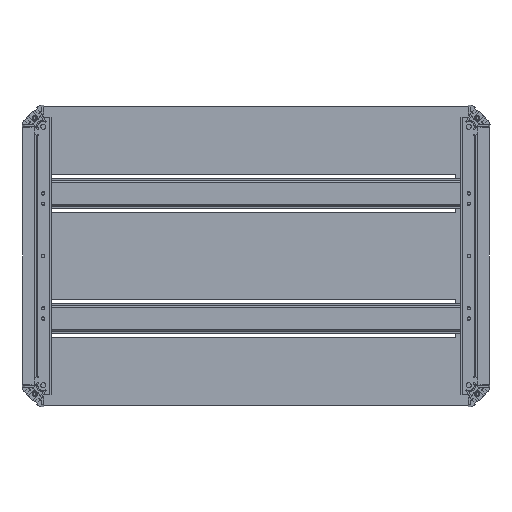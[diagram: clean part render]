
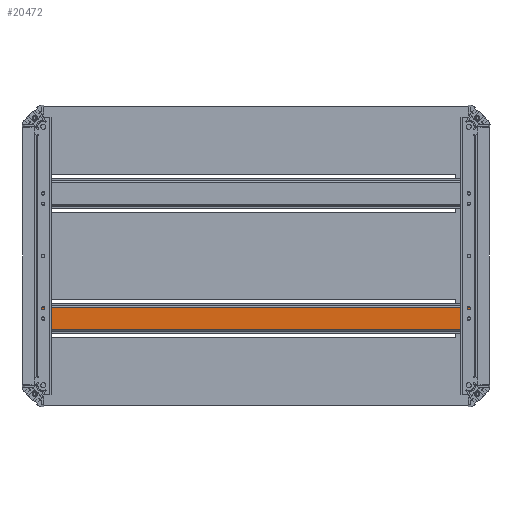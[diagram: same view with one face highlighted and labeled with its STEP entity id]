
A CAD part, front view. The second image highlights one B-rep face of the part: STEP entity #20472.
In plain terms, the highlighted planar face has unit normal (0, -1, 0).
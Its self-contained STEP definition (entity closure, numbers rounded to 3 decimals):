
#297 = DIRECTION ( 'NONE',  ( 0., -1., 0. ) ) ;
#388 = ORIENTED_EDGE ( 'NONE', *, *, #8201, .F. ) ;
#410 = ORIENTED_EDGE ( 'NONE', *, *, #9242, .F. ) ;
#813 = CARTESIAN_POINT ( 'NONE',  ( -2.25, -1.5, -260. ) ) ;
#839 = ORIENTED_EDGE ( 'NONE', *, *, #21431, .F. ) ;
#1085 = CARTESIAN_POINT ( 'NONE',  ( -2.25, -1.5, -255. ) ) ;
#1234 = VECTOR ( 'NONE', #24292, 1000. ) ;
#1360 = CARTESIAN_POINT ( 'NONE',  ( -12.7, -1.5, -260. ) ) ;
#2297 = EDGE_CURVE ( 'NONE', #15397, #15736, #15887, .T. ) ;
#2352 = LINE ( 'NONE', #24919, #23454 ) ;
#2500 = DIRECTION ( 'NONE',  ( 1., 0., 0. ) ) ;
#2702 = DIRECTION ( 'NONE',  ( 1., 0., 0. ) ) ;
#3355 = VERTEX_POINT ( 'NONE', #21128 ) ;
#3618 = VERTEX_POINT ( 'NONE', #24298 ) ;
#3687 = EDGE_CURVE ( 'NONE', #10261, #6126, #2352, .T. ) ;
#3696 = ORIENTED_EDGE ( 'NONE', *, *, #12131, .F. ) ;
#5301 = DIRECTION ( 'NONE',  ( 0., 0., -1. ) ) ;
#5688 = VECTOR ( 'NONE', #20470, 1000. ) ;
#6126 = VERTEX_POINT ( 'NONE', #813 ) ;
#6204 = PLANE ( 'NONE',  #9508 ) ;
#6328 = VECTOR ( 'NONE', #7682, 1000. ) ;
#6970 = CIRCLE ( 'NONE', #22891, 2.25 ) ;
#7481 = CARTESIAN_POINT ( 'NONE',  ( 0., -1.5, -255. ) ) ;
#7682 = DIRECTION ( 'NONE',  ( 0., 0., -1. ) ) ;
#8071 = CARTESIAN_POINT ( 'NONE',  ( 13.5, -1.5, 260. ) ) ;
#8201 = EDGE_CURVE ( 'NONE', #15736, #20819, #13523, .T. ) ;
#8242 = VECTOR ( 'NONE', #18278, 1000. ) ;
#8248 = DIRECTION ( 'NONE',  ( 0., 1., 0. ) ) ;
#9098 = CARTESIAN_POINT ( 'NONE',  ( 0., -1.5, -252.75 ) ) ;
#9242 = EDGE_CURVE ( 'NONE', #25798, #6126, #18601, .T. ) ;
#9508 = AXIS2_PLACEMENT_3D ( 'NONE', #20447, #8248, #22554 ) ;
#9513 = AXIS2_PLACEMENT_3D ( 'NONE', #23881, #11659, #25970 ) ;
#9523 = DIRECTION ( 'NONE',  ( 0., 0., 1. ) ) ;
#9763 = EDGE_CURVE ( 'NONE', #15690, #15397, #10878, .T. ) ;
#10261 = VERTEX_POINT ( 'NONE', #1360 ) ;
#10740 = VERTEX_POINT ( 'NONE', #15555 ) ;
#10878 = CIRCLE ( 'NONE', #9513, 2.25 ) ;
#11659 = DIRECTION ( 'NONE',  ( 0., -1., 0. ) ) ;
#12033 = EDGE_CURVE ( 'NONE', #18956, #15141, #24538, .T. ) ;
#12131 = EDGE_CURVE ( 'NONE', #10740, #15207, #6970, .T. ) ;
#12374 = CARTESIAN_POINT ( 'NONE',  ( 2.25, -1.5, 260. ) ) ;
#12567 = CARTESIAN_POINT ( 'NONE',  ( 0., -1.5, -255. ) ) ;
#13523 = LINE ( 'NONE', #17498, #19623 ) ;
#13732 = CARTESIAN_POINT ( 'NONE',  ( -2.25, -1.5, 255. ) ) ;
#14617 = DIRECTION ( 'NONE',  ( 0., 0., 1. ) ) ;
#14879 = CARTESIAN_POINT ( 'NONE',  ( 13.5, -1.5, -260. ) ) ;
#14982 = CARTESIAN_POINT ( 'NONE',  ( 2.25, -1.5, -260. ) ) ;
#15141 = VERTEX_POINT ( 'NONE', #25270 ) ;
#15207 = VERTEX_POINT ( 'NONE', #9098 ) ;
#15210 = ORIENTED_EDGE ( 'NONE', *, *, #16816, .F. ) ;
#15397 = VERTEX_POINT ( 'NONE', #15897 ) ;
#15400 = ORIENTED_EDGE ( 'NONE', *, *, #3687, .T. ) ;
#15555 = CARTESIAN_POINT ( 'NONE',  ( 2.25, -1.5, -255. ) ) ;
#15690 = VERTEX_POINT ( 'NONE', #13732 ) ;
#15736 = VERTEX_POINT ( 'NONE', #12374 ) ;
#15887 = LINE ( 'NONE', #21653, #26133 ) ;
#15897 = CARTESIAN_POINT ( 'NONE',  ( 2.25, -1.5, 255. ) ) ;
#16509 = EDGE_LOOP ( 'NONE', ( #410, #15210, #3696, #19940, #21734, #16514, #388, #20886, #23915, #839, #23661, #17380, #15400 ) ) ;
#16514 = ORIENTED_EDGE ( 'NONE', *, *, #21378, .F. ) ;
#16573 = LINE ( 'NONE', #18408, #5688 ) ;
#16816 = EDGE_CURVE ( 'NONE', #15207, #25798, #22195, .T. ) ;
#16935 = FACE_OUTER_BOUND ( 'NONE', #16509, .T. ) ;
#17036 = DIRECTION ( 'NONE',  ( 0., 0., 1. ) ) ;
#17215 = LINE ( 'NONE', #23909, #6328 ) ;
#17380 = ORIENTED_EDGE ( 'NONE', *, *, #20969, .F. ) ;
#17498 = CARTESIAN_POINT ( 'NONE',  ( 13.5, -1.5, 260. ) ) ;
#17549 = LINE ( 'NONE', #24204, #1234 ) ;
#17881 = VECTOR ( 'NONE', #2702, 1000. ) ;
#17954 = VECTOR ( 'NONE', #5301, 1000. ) ;
#18278 = DIRECTION ( 'NONE',  ( 1., 0., 0. ) ) ;
#18408 = CARTESIAN_POINT ( 'NONE',  ( -2.25, -1.5, 255. ) ) ;
#18530 = LINE ( 'NONE', #14879, #17881 ) ;
#18601 = LINE ( 'NONE', #19632, #17954 ) ;
#18956 = VERTEX_POINT ( 'NONE', #25899 ) ;
#19132 = LINE ( 'NONE', #14982, #23883 ) ;
#19623 = VECTOR ( 'NONE', #21615, 1000. ) ;
#19632 = CARTESIAN_POINT ( 'NONE',  ( -2.25, -1.5, -255. ) ) ;
#19940 = ORIENTED_EDGE ( 'NONE', *, *, #22979, .F. ) ;
#20447 = CARTESIAN_POINT ( 'NONE',  ( 13.5, -1.5, 260. ) ) ;
#20470 = DIRECTION ( 'NONE',  ( 0., 0., -1. ) ) ;
#20472 = ADVANCED_FACE ( 'NONE', ( #16935 ), #6204, .F. ) ;
#20637 = EDGE_CURVE ( 'NONE', #3355, #3618, #18530, .T. ) ;
#20819 = VERTEX_POINT ( 'NONE', #21570 ) ;
#20886 = ORIENTED_EDGE ( 'NONE', *, *, #2297, .F. ) ;
#20969 = EDGE_CURVE ( 'NONE', #10261, #18956, #17549, .T. ) ;
#21128 = CARTESIAN_POINT ( 'NONE',  ( 2.25, -1.5, -260. ) ) ;
#21378 = EDGE_CURVE ( 'NONE', #20819, #3618, #17215, .T. ) ;
#21431 = EDGE_CURVE ( 'NONE', #15141, #15690, #16573, .T. ) ;
#21570 = CARTESIAN_POINT ( 'NONE',  ( 12.7, -1.5, 260. ) ) ;
#21615 = DIRECTION ( 'NONE',  ( 1., 0., 0. ) ) ;
#21653 = CARTESIAN_POINT ( 'NONE',  ( 2.25, -1.5, 260. ) ) ;
#21734 = ORIENTED_EDGE ( 'NONE', *, *, #20637, .T. ) ;
#21774 = DIRECTION ( 'NONE',  ( 0., -1., 0. ) ) ;
#22195 = CIRCLE ( 'NONE', #23312, 2.25 ) ;
#22554 = DIRECTION ( 'NONE',  ( 0., 0., 1. ) ) ;
#22891 = AXIS2_PLACEMENT_3D ( 'NONE', #12567, #297, #14617 ) ;
#22979 = EDGE_CURVE ( 'NONE', #3355, #10740, #19132, .T. ) ;
#23312 = AXIS2_PLACEMENT_3D ( 'NONE', #7481, #21774, #9523 ) ;
#23454 = VECTOR ( 'NONE', #2500, 1000. ) ;
#23661 = ORIENTED_EDGE ( 'NONE', *, *, #12033, .F. ) ;
#23666 = DIRECTION ( 'NONE',  ( 0., 0., 1. ) ) ;
#23881 = CARTESIAN_POINT ( 'NONE',  ( 0., -1.5, 255. ) ) ;
#23883 = VECTOR ( 'NONE', #17036, 1000. ) ;
#23909 = CARTESIAN_POINT ( 'NONE',  ( 12.7, -1.5, 260. ) ) ;
#23915 = ORIENTED_EDGE ( 'NONE', *, *, #9763, .F. ) ;
#24204 = CARTESIAN_POINT ( 'NONE',  ( -12.7, -1.5, -260. ) ) ;
#24292 = DIRECTION ( 'NONE',  ( 0., 0., 1. ) ) ;
#24298 = CARTESIAN_POINT ( 'NONE',  ( 12.7, -1.5, -260. ) ) ;
#24538 = LINE ( 'NONE', #8071, #8242 ) ;
#24919 = CARTESIAN_POINT ( 'NONE',  ( 13.5, -1.5, -260. ) ) ;
#25270 = CARTESIAN_POINT ( 'NONE',  ( -2.25, -1.5, 260. ) ) ;
#25798 = VERTEX_POINT ( 'NONE', #1085 ) ;
#25899 = CARTESIAN_POINT ( 'NONE',  ( -12.7, -1.5, 260. ) ) ;
#25970 = DIRECTION ( 'NONE',  ( 0., 0., 1. ) ) ;
#26133 = VECTOR ( 'NONE', #23666, 1000. ) ;
